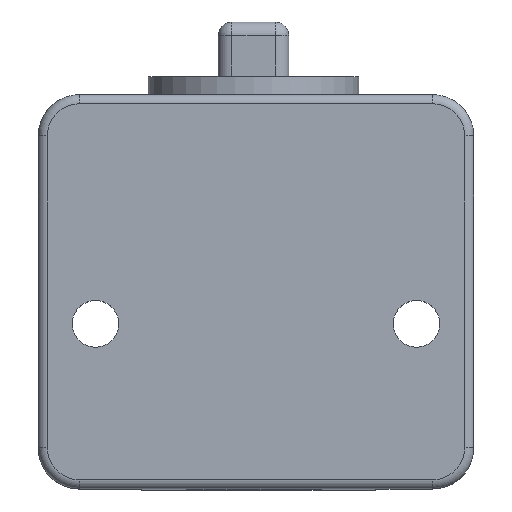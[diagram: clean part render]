
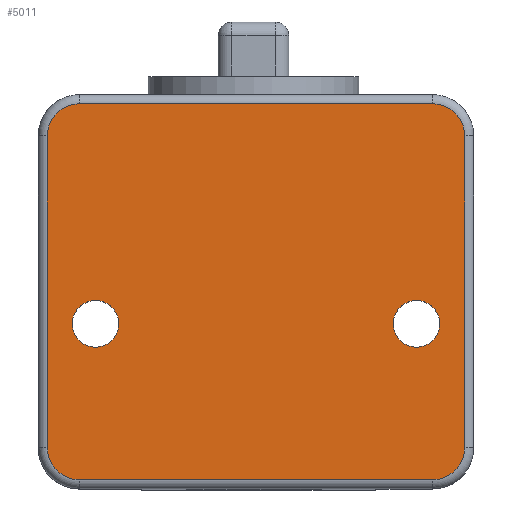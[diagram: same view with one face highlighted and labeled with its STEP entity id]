
A CAD part, top view. The second image highlights one B-rep face of the part: STEP entity #5011.
In plain terms, the highlighted planar face has unit normal (0, 0, 1).
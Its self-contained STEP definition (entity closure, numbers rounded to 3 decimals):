
#168=FACE_BOUND('',#1490,.T.);
#169=FACE_BOUND('',#1491,.T.);
#274=LINE('',#7908,#657);
#276=LINE('',#7920,#659);
#278=LINE('',#7932,#661);
#279=LINE('',#7940,#662);
#657=VECTOR('',#6230,10.);
#659=VECTOR('',#6244,10.);
#661=VECTOR('',#6258,10.);
#662=VECTOR('',#6269,10.);
#1161=FACE_OUTER_BOUND('',#1489,.T.);
#1489=EDGE_LOOP('',(#3598,#3599,#3600,#3601,#3602,#3603,#3604,#3605));
#1490=EDGE_LOOP('',(#3606));
#1491=EDGE_LOOP('',(#3607));
#1825=CIRCLE('',#5389,7.);
#1831=CIRCLE('',#5397,7.);
#1835=CIRCLE('',#5403,7.);
#1839=CIRCLE('',#5409,7.);
#1853=CIRCLE('',#5430,5.1);
#1854=CIRCLE('',#5431,5.1);
#2195=VERTEX_POINT('',#7899);
#2196=VERTEX_POINT('',#7901);
#2197=VERTEX_POINT('',#7906);
#2198=VERTEX_POINT('',#7910);
#2200=VERTEX_POINT('',#7916);
#2202=VERTEX_POINT('',#7922);
#2204=VERTEX_POINT('',#7928);
#2206=VERTEX_POINT('',#7934);
#2238=VERTEX_POINT('',#8011);
#2239=VERTEX_POINT('',#8013);
#2688=EDGE_CURVE('',#2195,#2196,#1825,.T.);
#2692=EDGE_CURVE('',#2196,#2197,#274,.T.);
#2695=EDGE_CURVE('',#2197,#2198,#1831,.T.);
#2698=EDGE_CURVE('',#2198,#2200,#276,.T.);
#2701=EDGE_CURVE('',#2200,#2202,#1835,.T.);
#2704=EDGE_CURVE('',#2202,#2204,#278,.T.);
#2707=EDGE_CURVE('',#2204,#2206,#1839,.T.);
#2708=EDGE_CURVE('',#2206,#2195,#279,.T.);
#2744=EDGE_CURVE('',#2238,#2238,#1853,.T.);
#2745=EDGE_CURVE('',#2239,#2239,#1854,.T.);
#3598=ORIENTED_EDGE('',*,*,#2688,.F.);
#3599=ORIENTED_EDGE('',*,*,#2708,.F.);
#3600=ORIENTED_EDGE('',*,*,#2707,.F.);
#3601=ORIENTED_EDGE('',*,*,#2704,.F.);
#3602=ORIENTED_EDGE('',*,*,#2701,.F.);
#3603=ORIENTED_EDGE('',*,*,#2698,.F.);
#3604=ORIENTED_EDGE('',*,*,#2695,.F.);
#3605=ORIENTED_EDGE('',*,*,#2692,.F.);
#3606=ORIENTED_EDGE('',*,*,#2744,.T.);
#3607=ORIENTED_EDGE('',*,*,#2745,.T.);
#4880=PLANE('',#5429);
#5011=ADVANCED_FACE('',(#1161,#168,#169),#4880,.T.);
#5389=AXIS2_PLACEMENT_3D('',#7902,#6220,#6221);
#5397=AXIS2_PLACEMENT_3D('',#7914,#6237,#6238);
#5403=AXIS2_PLACEMENT_3D('',#7926,#6251,#6252);
#5409=AXIS2_PLACEMENT_3D('',#7938,#6265,#6266);
#5429=AXIS2_PLACEMENT_3D('',#8010,#6327,#6328);
#5430=AXIS2_PLACEMENT_3D('',#8012,#6329,#6330);
#5431=AXIS2_PLACEMENT_3D('',#8014,#6331,#6332);
#6220=DIRECTION('center_axis',(0.,0.,-1.));
#6221=DIRECTION('ref_axis',(-0.707,0.707,0.));
#6230=DIRECTION('',(1.,0.,0.));
#6237=DIRECTION('center_axis',(0.,0.,-1.));
#6238=DIRECTION('ref_axis',(0.707,0.707,0.));
#6244=DIRECTION('',(0.,-1.,0.));
#6251=DIRECTION('center_axis',(0.,0.,-1.));
#6252=DIRECTION('ref_axis',(0.707,-0.707,0.));
#6258=DIRECTION('',(-1.,0.,0.));
#6265=DIRECTION('center_axis',(0.,0.,-1.));
#6266=DIRECTION('ref_axis',(-0.707,-0.707,0.));
#6269=DIRECTION('',(0.,1.,0.));
#6327=DIRECTION('center_axis',(0.,0.,1.));
#6328=DIRECTION('ref_axis',(-1.,0.,0.));
#6329=DIRECTION('center_axis',(0.,0.,-1.));
#6330=DIRECTION('ref_axis',(-1.,0.,0.));
#6331=DIRECTION('center_axis',(0.,0.,-1.));
#6332=DIRECTION('ref_axis',(-1.,0.,0.));
#7899=CARTESIAN_POINT('',(-19.5,74.,133.));
#7901=CARTESIAN_POINT('',(-12.5,81.,133.));
#7902=CARTESIAN_POINT('Origin',(-12.5,74.,133.));
#7906=CARTESIAN_POINT('',(64.5,81.,133.));
#7908=CARTESIAN_POINT('',(14.,81.,133.));
#7910=CARTESIAN_POINT('',(71.5,74.,133.));
#7914=CARTESIAN_POINT('Origin',(64.5,74.,133.));
#7916=CARTESIAN_POINT('',(71.5,6.,133.));
#7920=CARTESIAN_POINT('',(71.5,61.5,133.));
#7922=CARTESIAN_POINT('',(64.5,-1.,133.));
#7926=CARTESIAN_POINT('Origin',(64.5,6.,133.));
#7928=CARTESIAN_POINT('',(-12.5,-1.,133.));
#7932=CARTESIAN_POINT('',(14.,-1.,133.));
#7934=CARTESIAN_POINT('',(-19.5,6.,133.));
#7938=CARTESIAN_POINT('Origin',(-12.5,6.,133.));
#7940=CARTESIAN_POINT('',(-19.5,18.5,133.));
#8010=CARTESIAN_POINT('Origin',(26.,40.,133.));
#8011=CARTESIAN_POINT('',(-3.9,33.,133.));
#8012=CARTESIAN_POINT('Origin',(-9.,33.,133.));
#8013=CARTESIAN_POINT('',(66.1,33.,133.));
#8014=CARTESIAN_POINT('Origin',(61.,33.,133.));
